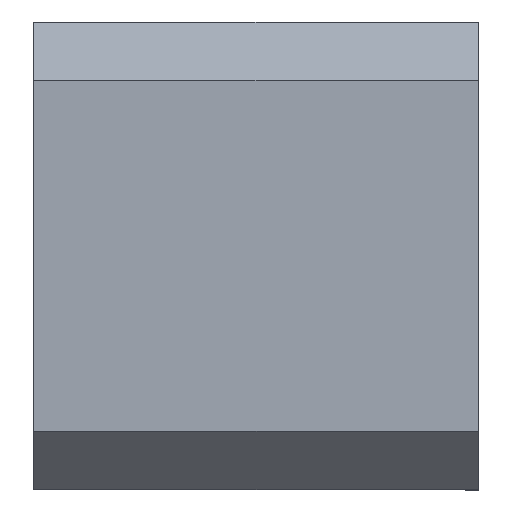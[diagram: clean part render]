
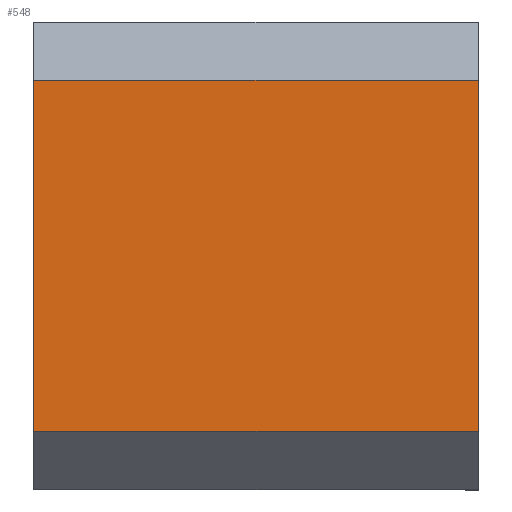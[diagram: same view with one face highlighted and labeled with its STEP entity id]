
A CAD part, top view. The second image highlights one B-rep face of the part: STEP entity #548.
In plain terms, the highlighted planar face has unit normal (0, 0, 1).
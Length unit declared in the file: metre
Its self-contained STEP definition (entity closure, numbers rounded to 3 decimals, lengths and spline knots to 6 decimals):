
#66=ORIENTED_EDGE('',*,*,#188,.F.);
#67=ORIENTED_EDGE('',*,*,#212,.T.);
#68=ORIENTED_EDGE('',*,*,#213,.T.);
#69=ORIENTED_EDGE('',*,*,#214,.T.);
#188=EDGE_CURVE('',#262,#263,#312,.T.);
#212=EDGE_CURVE('',#262,#284,#332,.T.);
#213=EDGE_CURVE('',#284,#285,#333,.T.);
#214=EDGE_CURVE('',#285,#263,#334,.T.);
#262=VERTEX_POINT('',#811);
#263=VERTEX_POINT('',#813);
#284=VERTEX_POINT('',#862);
#285=VERTEX_POINT('',#864);
#312=LINE('',#812,#374);
#332=LINE('',#861,#394);
#333=LINE('',#863,#395);
#334=LINE('',#865,#396);
#374=VECTOR('',#652,1.);
#394=VECTOR('',#688,1.);
#395=VECTOR('',#689,1.);
#396=VECTOR('',#690,1.);
#439=EDGE_LOOP('',(#66,#67,#68,#69));
#483=FACE_BOUND('',#439,.T.);
#521=PLANE('',#600);
#548=ADVANCED_FACE('',(#483),#521,.F.);
#600=AXIS2_PLACEMENT_3D('',#860,#686,#687);
#652=DIRECTION('',(0.,1.,0.));
#686=DIRECTION('',(0.,0.,-1.));
#687=DIRECTION('',(0.,1.,0.));
#688=DIRECTION('',(1.,0.,0.));
#689=DIRECTION('',(0.,1.,0.));
#690=DIRECTION('',(-1.,0.,0.));
#811=CARTESIAN_POINT('',(-0.140067,-0.04455,0.191583));
#812=CARTESIAN_POINT('',(-0.140067,-0.0509,0.191583));
#813=CARTESIAN_POINT('',(-0.140067,-0.00645,0.191583));
#860=CARTESIAN_POINT('',(-0.124192,-0.0509,0.191583));
#861=CARTESIAN_POINT('',(-0.124192,-0.04455,0.191583));
#862=CARTESIAN_POINT('',(-0.091807,-0.04455,0.191583));
#863=CARTESIAN_POINT('',(-0.091807,-0.050902,0.191583));
#864=CARTESIAN_POINT('',(-0.091807,-0.00645,0.191583));
#865=CARTESIAN_POINT('',(-0.140067,-0.00645,0.191583));
